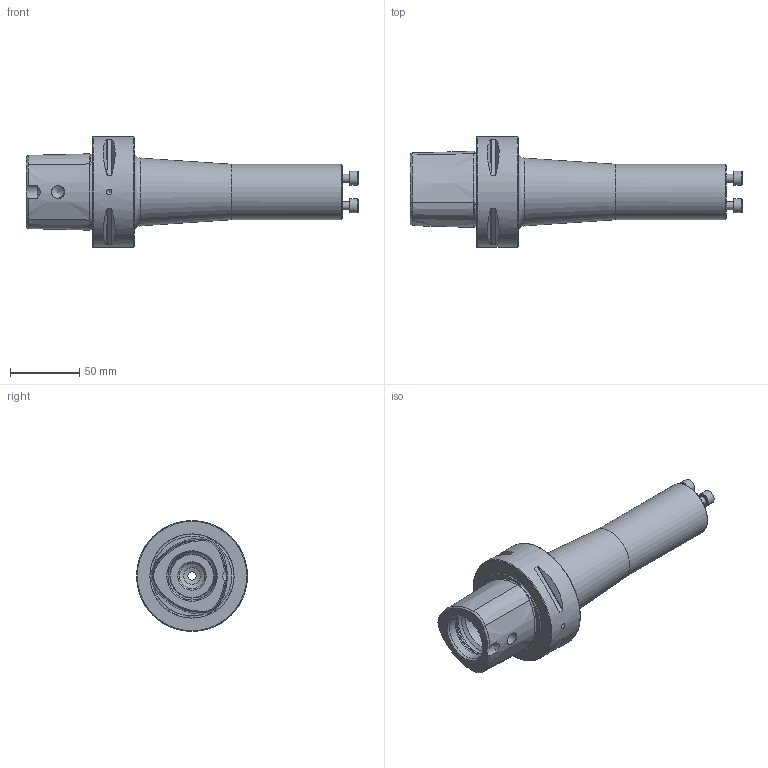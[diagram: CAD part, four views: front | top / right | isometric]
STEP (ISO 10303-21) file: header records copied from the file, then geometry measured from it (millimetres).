
FILE_DESCRIPTION (( 'STEP AP214' ), '1' );
FILE_NAME ('PS8.WK1.So1.220.STEP', '2022-03-31T06:49:19', ( '' ), ( '' ), 'SwSTEP 2.0', 'SolidWorks 2017', '' );
FILE_SCHEMA (( 'AUTOMOTIVE_DESIGN' ));
Length unit declared in the file: millimetre
Products named in the file (4): PS8-WK1.So1.220_A; DIN 3771 - 6x1; ISO 4762 - M6 x 16; PS8.WK1.So1.220
Assembly tree (5 placements, depth 2):
  PS8.WK1.So1.220
    PS8-WK1.So1.220_A
    ISO 4762 - M6 x 16  x3
    DIN 3771 - 6x1
Bounding box: 239.4 x 80 x 80 mm (x, y, z)
Volume: 407737.9 mm3; surface area: 59474.3 mm2
Topology: 5 solids, 5 shells, 392 faces, 1053 edges, 675 vertices
Faces by surface type: plane 227, cylinder 84, cone 51, torus 30
Full cylindrical faces by diameter (mm): 4 x1, 5 x4, 6 x5, 7.4 x1, 9.1 x2, 10 x3, 12 x1, 18 x1, 32 x2, 38 x1, 40 x1, 80 x1
Entity records: 12636 total; most frequent: CARTESIAN_POINT 4414, ORIENTED_EDGE 1774, DIRECTION 1468, EDGE_CURVE 887, VERTEX_POINT 599, AXIS2_PLACEMENT_3D 593, EDGE_LOOP 410, FACE_OUTER_BOUND 378
